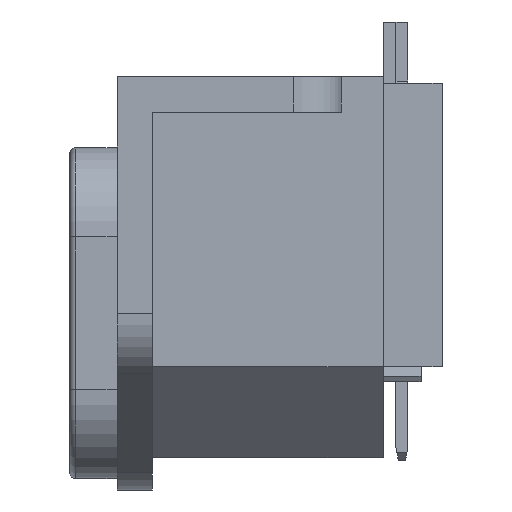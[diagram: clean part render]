
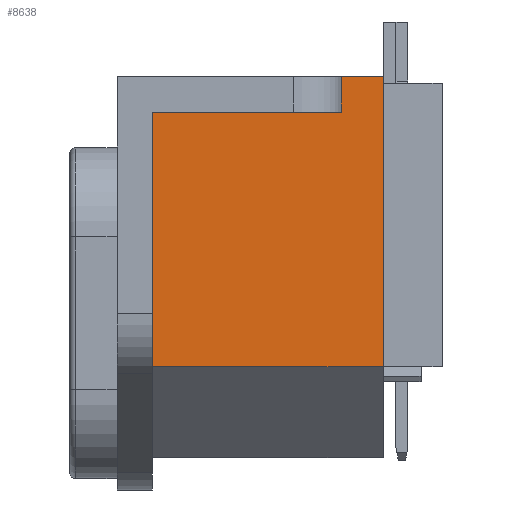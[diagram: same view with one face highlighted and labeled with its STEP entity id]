
A CAD part, left-side view. The second image highlights one B-rep face of the part: STEP entity #8638.
In plain terms, the highlighted planar face has unit normal (-1, 0, 0).
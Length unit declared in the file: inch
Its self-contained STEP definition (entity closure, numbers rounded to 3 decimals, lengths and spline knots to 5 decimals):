
#925 = VECTOR ( 'NONE', #11256, 39.37008 ) ;
#927 = DIRECTION ( 'NONE',  ( 0., 0., -1. ) ) ;
#1133 = VECTOR ( 'NONE', #927, 39.37008 ) ;
#1641 = ORIENTED_EDGE ( 'NONE', *, *, #3783, .T. ) ;
#1694 = DIRECTION ( 'NONE',  ( -1., 0., 0. ) ) ;
#1724 = DIRECTION ( 'NONE',  ( 0., 0., -1. ) ) ;
#1874 = ORIENTED_EDGE ( 'NONE', *, *, #3750, .T. ) ;
#1880 = CARTESIAN_POINT ( 'NONE',  ( -0.52992, 0., -0.09291 ) ) ;
#2286 = CARTESIAN_POINT ( 'NONE',  ( -0.52992, -0.5, -0.09291 ) ) ;
#2393 = VERTEX_POINT ( 'NONE', #8063 ) ;
#2579 = VERTEX_POINT ( 'NONE', #7543 ) ;
#2590 = CARTESIAN_POINT ( 'NONE',  ( -0.52992, -0.61102, -0.76732 ) ) ;
#2945 = VERTEX_POINT ( 'NONE', #4816 ) ;
#2978 = EDGE_CURVE ( 'NONE', #4887, #3061, #11383, .T. ) ;
#3061 = VERTEX_POINT ( 'NONE', #2286 ) ;
#3471 = PLANE ( 'NONE',  #11934 ) ;
#3750 = EDGE_CURVE ( 'NONE', #2579, #4887, #7500, .T. ) ;
#3783 = EDGE_CURVE ( 'NONE', #2393, #2945, #6625, .T. ) ;
#4357 = CARTESIAN_POINT ( 'NONE',  ( -0.52992, -0.61102, -0.76732 ) ) ;
#4601 = DIRECTION ( 'NONE',  ( 0., 1., 0. ) ) ;
#4689 = ORIENTED_EDGE ( 'NONE', *, *, #5090, .T. ) ;
#4816 = CARTESIAN_POINT ( 'NONE',  ( -0.52992, 0., -0.76732 ) ) ;
#4887 = VERTEX_POINT ( 'NONE', #10248 ) ;
#5090 = EDGE_CURVE ( 'NONE', #5259, #2579, #5694, .T. ) ;
#5259 = VERTEX_POINT ( 'NONE', #4357 ) ;
#5453 = LINE ( 'NONE', #7402, #925 ) ;
#5467 = ORIENTED_EDGE ( 'NONE', *, *, #2978, .T. ) ;
#5588 = LINE ( 'NONE', #9433, #10660 ) ;
#5639 = ORIENTED_EDGE ( 'NONE', *, *, #7338, .F. ) ;
#5643 = CARTESIAN_POINT ( 'NONE',  ( -0.52992, -0.5, 0. ) ) ;
#5694 = LINE ( 'NONE', #9537, #11249 ) ;
#5775 = EDGE_LOOP ( 'NONE', ( #1641, #5639, #4689, #1874, #5467, #6859 ) ) ;
#6445 = DIRECTION ( 'NONE',  ( 0., 0., 1. ) ) ;
#6625 = LINE ( 'NONE', #1880, #1133 ) ;
#6859 = ORIENTED_EDGE ( 'NONE', *, *, #11066, .F. ) ;
#7338 = EDGE_CURVE ( 'NONE', #5259, #2945, #5588, .T. ) ;
#7380 = FACE_OUTER_BOUND ( 'NONE', #5775, .T. ) ;
#7402 = CARTESIAN_POINT ( 'NONE',  ( -0.52992, 0., -0.09291 ) ) ;
#7500 = LINE ( 'NONE', #12370, #8398 ) ;
#7543 = CARTESIAN_POINT ( 'NONE',  ( -0.52992, -0.61102, 0. ) ) ;
#8063 = CARTESIAN_POINT ( 'NONE',  ( -0.52992, 0., -0.09291 ) ) ;
#8398 = VECTOR ( 'NONE', #4601, 39.37008 ) ;
#8638 = ADVANCED_FACE ( 'NONE', ( #7380 ), #3471, .T. ) ;
#9433 = CARTESIAN_POINT ( 'NONE',  ( -0.52992, -0.61102, -0.76732 ) ) ;
#9537 = CARTESIAN_POINT ( 'NONE',  ( -0.52992, -0.61102, -0.76732 ) ) ;
#10248 = CARTESIAN_POINT ( 'NONE',  ( -0.52992, -0.5, 0. ) ) ;
#10448 = DIRECTION ( 'NONE',  ( 0., 1., 0. ) ) ;
#10660 = VECTOR ( 'NONE', #10448, 39.37008 ) ;
#10795 = VECTOR ( 'NONE', #1724, 39.37008 ) ;
#11066 = EDGE_CURVE ( 'NONE', #2393, #3061, #5453, .T. ) ;
#11249 = VECTOR ( 'NONE', #12456, 39.37008 ) ;
#11256 = DIRECTION ( 'NONE',  ( 0., -1., 0. ) ) ;
#11383 = LINE ( 'NONE', #5643, #10795 ) ;
#11934 = AXIS2_PLACEMENT_3D ( 'NONE', #2590, #1694, #6445 ) ;
#12370 = CARTESIAN_POINT ( 'NONE',  ( -0.52992, -0.61102, 0. ) ) ;
#12456 = DIRECTION ( 'NONE',  ( 0., 0., 1. ) ) ;
